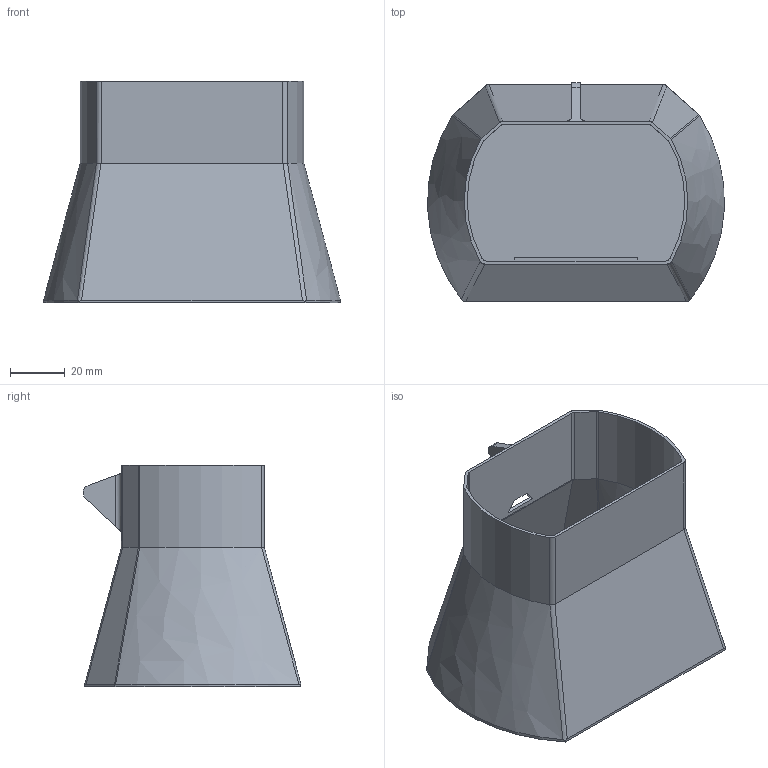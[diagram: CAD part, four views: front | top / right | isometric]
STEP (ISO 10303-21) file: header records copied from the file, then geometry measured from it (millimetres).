
FILE_DESCRIPTION(('FreeCAD Model'),'2;1');
FILE_NAME('Open CASCADE Shape Model','2025-06-06T13:07:33',(''),(''), 'Open CASCADE STEP processor 7.8','FreeCAD','Unknown');
FILE_SCHEMA(('AUTOMOTIVE_DESIGN { 1 0 10303 214 1 1 1 1 }'));
Length unit declared in the file: millimetre
Products named in the file (1): variant-small
Bounding box: 108.36 x 79.6 x 81 mm (x, y, z)
Volume: 31573.3 mm3; surface area: 58817.3 mm2
Topology: 1 solids, 1 shells, 104 faces, 273 edges, 171 vertices
Faces by surface type: bspline 59, plane 24, cylinder 21
Entity records: 11841 total; most frequent: CARTESIAN_POINT 7527, DIRECTION 540, ORIENTED_EDGE 504, PCURVE 504, DEFINITIONAL_REPRESENTATION 504, LINE 378, VECTOR 378, B_SPLINE_CURVE_WITH_KNOTS 305
